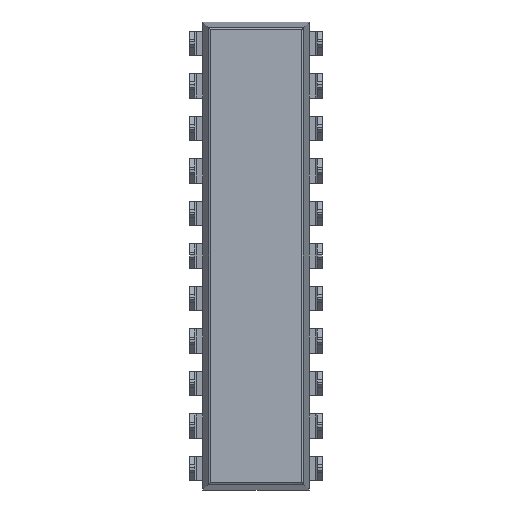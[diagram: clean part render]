
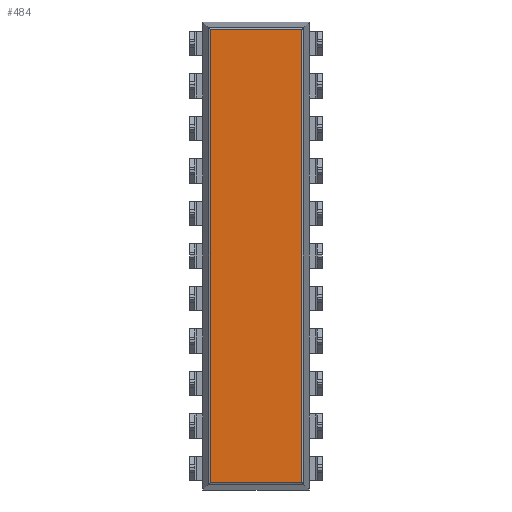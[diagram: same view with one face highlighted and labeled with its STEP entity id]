
A CAD part, front view. The second image highlights one B-rep face of the part: STEP entity #484.
In plain terms, the highlighted planar face has unit normal (0, -1, 0).
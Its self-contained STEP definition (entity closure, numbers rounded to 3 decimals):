
#428 = ORIENTED_EDGE ( 'NONE', *, *, #429, .T. ) ;
#429 = EDGE_CURVE ( 'NONE', #434, #430, #4564, .T. ) ;
#430 = VERTEX_POINT ( 'NONE', #4560 ) ;
#432 = ORIENTED_EDGE ( 'NONE', *, *, #433, .T. ) ;
#433 = EDGE_CURVE ( 'NONE', #482, #434, #4559, .T. ) ;
#434 = VERTEX_POINT ( 'NONE', #4555 ) ;
#480 = EDGE_CURVE ( 'NONE', #481, #482, #4729, .T. ) ;
#481 = VERTEX_POINT ( 'NONE', #4725 ) ;
#482 = VERTEX_POINT ( 'NONE', #4724 ) ;
#484 = ADVANCED_FACE ( 'NONE', ( #4718 ), #4765, .T. ) ;
#485 = ORIENTED_EDGE ( 'NONE', *, *, #480, .T. ) ;
#505 = ORIENTED_EDGE ( 'NONE', *, *, #506, .T. ) ;
#506 = EDGE_CURVE ( 'NONE', #430, #481, #4815, .T. ) ;
#544 = EDGE_LOOP ( 'NONE', ( #485, #432, #428, #505 ) ) ;
#4555 = CARTESIAN_POINT ( 'NONE',  ( 2.738, 0.15, -13.533 ) ) ;
#4556 = DIRECTION ( 'NONE',  ( 1., 0., 0. ) ) ;
#4557 = VECTOR ( 'NONE', #4556, 1000. ) ;
#4558 = CARTESIAN_POINT ( 'NONE',  ( -3.175, 0.15, -13.533 ) ) ;
#4559 = LINE ( 'NONE', #4558, #4557 ) ;
#4560 = CARTESIAN_POINT ( 'NONE',  ( 2.738, 0.15, 13.533 ) ) ;
#4561 = DIRECTION ( 'NONE',  ( 0., 0., 1. ) ) ;
#4562 = VECTOR ( 'NONE', #4561, 1000. ) ;
#4563 = CARTESIAN_POINT ( 'NONE',  ( 2.738, 0.15, -13.97 ) ) ;
#4564 = LINE ( 'NONE', #4563, #4562 ) ;
#4718 = FACE_OUTER_BOUND ( 'NONE', #544, .T. ) ;
#4724 = CARTESIAN_POINT ( 'NONE',  ( -2.738, 0.15, -13.533 ) ) ;
#4725 = CARTESIAN_POINT ( 'NONE',  ( -2.738, 0.15, 13.533 ) ) ;
#4726 = DIRECTION ( 'NONE',  ( 0., 0., -1. ) ) ;
#4727 = VECTOR ( 'NONE', #4726, 1000. ) ;
#4728 = CARTESIAN_POINT ( 'NONE',  ( -2.738, 0.15, -13.97 ) ) ;
#4729 = LINE ( 'NONE', #4728, #4727 ) ;
#4761 = DIRECTION ( 'NONE',  ( 0., 0., -1. ) ) ;
#4762 = DIRECTION ( 'NONE',  ( 0., -1., 0. ) ) ;
#4763 = CARTESIAN_POINT ( 'NONE',  ( -3.175, 0.15, -13.97 ) ) ;
#4764 = AXIS2_PLACEMENT_3D ( 'NONE', #4763, #4762, #4761 ) ;
#4765 = PLANE ( 'NONE',  #4764 ) ;
#4812 = DIRECTION ( 'NONE',  ( -1., 0., 0. ) ) ;
#4813 = VECTOR ( 'NONE', #4812, 1000. ) ;
#4814 = CARTESIAN_POINT ( 'NONE',  ( -3.175, 0.15, 13.533 ) ) ;
#4815 = LINE ( 'NONE', #4814, #4813 ) ;
